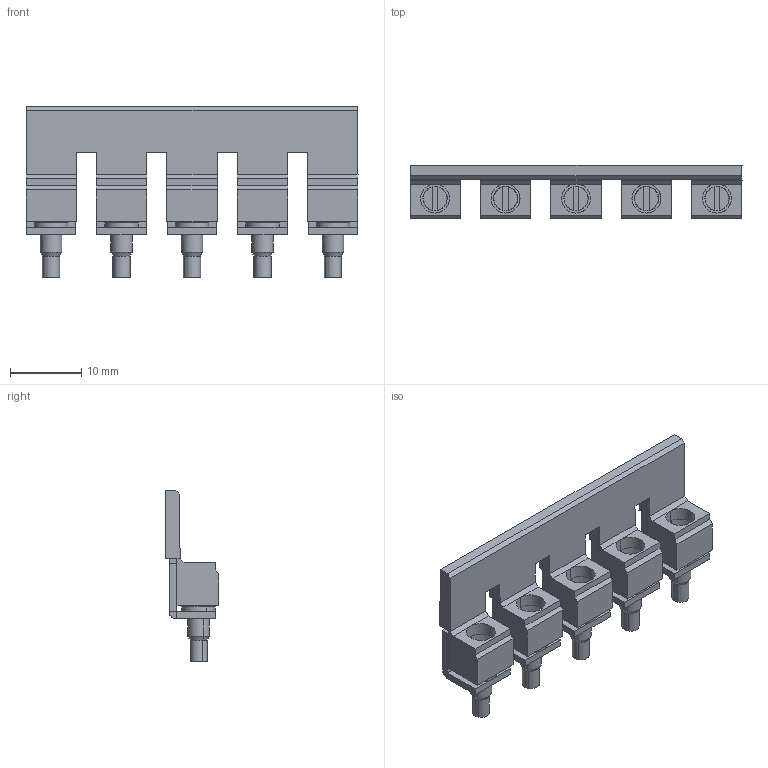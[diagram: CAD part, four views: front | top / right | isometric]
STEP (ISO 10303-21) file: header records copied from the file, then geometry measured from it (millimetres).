
FILE_DESCRIPTION(('CATIA V5 STEP Exchange','CAx-IF Rec.Pracs.--- Model Styling and Organization---1.5--- 2016-08-15','CAx-IF Rec.Pracs.---Supplemental Geometry---1.0---2011-11-01','CAx-IF Rec.Pracs.--- Composite Materials ---1.1---2010-07-15'),'2;1');
FILE_NAME ('041179-3_0', '2025-09-19T08:34:44+00:00', ('none'), ('Weidmueller'), 'CATIA Version 5-6 Release 2024 SP4', 'CATIA V5 STEP AP214 v3', 'none');
FILE_SCHEMA(('AUTOMOTIVE_DESIGN { 1 0 10303 214 1 1 1 1 }'));
Length unit declared in the file: millimetre
Products named in the file (1): 2091130000
Bounding box: 46.63 x 7.54 x 24 mm (x, y, z)
Volume: 2521 mm3; surface area: 4934.4 mm2
Topology: 2 solids, 2 shells, 330 faces, 891 edges, 573 vertices
Faces by surface type: plane 235, cylinder 75, cone 20
Entity records: 10085 total; most frequent: CARTESIAN_POINT 2719, ORIENTED_EDGE 1774, DIRECTION 1079, EDGE_CURVE 887, VECTOR 657, LINE 657, VERTEX_POINT 571, EDGE_LOOP 360
